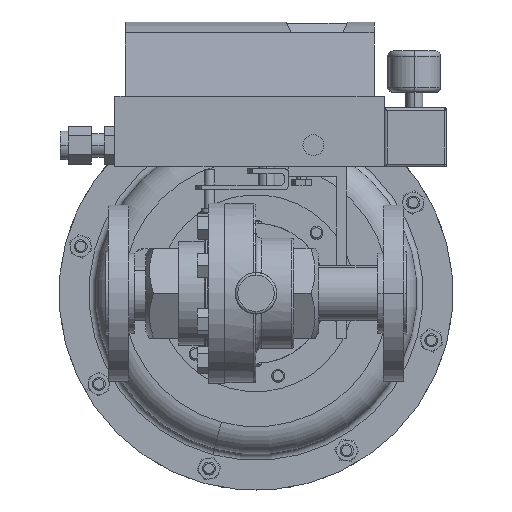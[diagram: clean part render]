
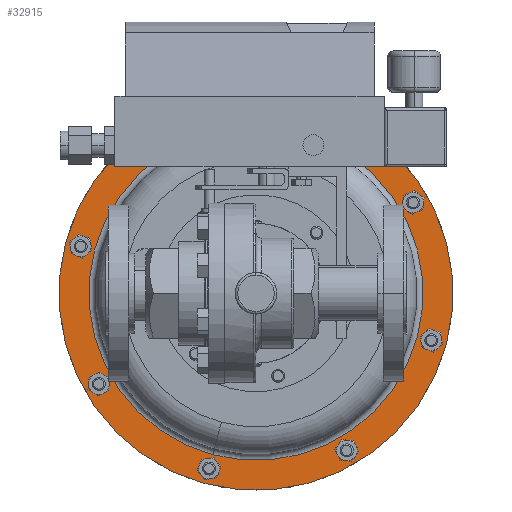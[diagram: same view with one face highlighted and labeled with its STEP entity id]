
A CAD part, front view. The second image highlights one B-rep face of the part: STEP entity #32915.
In plain terms, the highlighted planar face has unit normal (0, -1, 0).
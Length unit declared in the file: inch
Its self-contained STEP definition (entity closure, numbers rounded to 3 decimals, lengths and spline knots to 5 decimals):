
#1719 = DIRECTION ( 'NONE',  ( -0.259, 0., -0.966 ) ) ;
#1990 = AXIS2_PLACEMENT_3D ( 'NONE', #23610, #4128, #26837 ) ;
#2055 = AXIS2_PLACEMENT_3D ( 'NONE', #35478, #15875, #38644 ) ;
#2458 = DIRECTION ( 'NONE',  ( 0.259, 0., 0.966 ) ) ;
#3226 = DIRECTION ( 'NONE',  ( -0.259, 0., -0.966 ) ) ;
#3686 = ORIENTED_EDGE ( 'NONE', *, *, #29829, .T. ) ;
#4128 = DIRECTION ( 'NONE',  ( 0., 1., 0. ) ) ;
#4985 = CARTESIAN_POINT ( 'NONE',  ( 2.56941, 10.93332, 7.92366 ) ) ;
#6167 = CARTESIAN_POINT ( 'NONE',  ( 0.48385, 10.93332, 0.14023 ) ) ;
#6904 = AXIS2_PLACEMENT_3D ( 'NONE', #41950, #22721, #3226 ) ;
#7203 = EDGE_CURVE ( 'NONE', #17433, #41505, #9946, .T. ) ;
#7748 = EDGE_CURVE ( 'NONE', #41505, #17433, #30326, .T. ) ;
#8455 = FACE_OUTER_BOUND ( 'NONE', #29131, .T. ) ;
#9946 = CIRCLE ( 'NONE', #2055, 4.75 ) ;
#12984 = CIRCLE ( 'NONE', #1990, 4.029 ) ;
#15837 = ORIENTED_EDGE ( 'NONE', *, *, #7203, .F. ) ;
#15875 = DIRECTION ( 'NONE',  ( 0., 1., 0. ) ) ;
#17433 = VERTEX_POINT ( 'NONE', #27662 ) ;
#18544 = CARTESIAN_POINT ( 'NONE',  ( -3.06152, 10.93332, 5.26133 ) ) ;
#19116 = AXIS2_PLACEMENT_3D ( 'NONE', #40433, #21121, #1719 ) ;
#21121 = DIRECTION ( 'NONE',  ( 0., 1., 0. ) ) ;
#21923 = PLANE ( 'NONE',  #23386 ) ;
#22721 = DIRECTION ( 'NONE',  ( 0., 1., 0. ) ) ;
#23386 = AXIS2_PLACEMENT_3D ( 'NONE', #18544, #31455, #2458 ) ;
#23610 = CARTESIAN_POINT ( 'NONE',  ( 1.52663, 10.93332, 4.03194 ) ) ;
#25767 = FACE_BOUND ( 'NONE', #29271, .T. ) ;
#25949 = ORIENTED_EDGE ( 'NONE', *, *, #26700, .T. ) ;
#26700 = EDGE_CURVE ( 'NONE', #34101, #36335, #12984, .T. ) ;
#26837 = DIRECTION ( 'NONE',  ( -0.259, 0., -0.966 ) ) ;
#27662 = CARTESIAN_POINT ( 'NONE',  ( 2.75602, 10.93332, 8.62009 ) ) ;
#29067 = CIRCLE ( 'NONE', #19116, 4.029 ) ;
#29131 = EDGE_LOOP ( 'NONE', ( #38013, #15837 ) ) ;
#29271 = EDGE_LOOP ( 'NONE', ( #3686, #25949 ) ) ;
#29829 = EDGE_CURVE ( 'NONE', #36335, #34101, #29067, .T. ) ;
#30326 = CIRCLE ( 'NONE', #6904, 4.75 ) ;
#31455 = DIRECTION ( 'NONE',  ( 0., -1., 0. ) ) ;
#32915 = ADVANCED_FACE ( 'NONE', ( #25767, #8455 ), #21923, .T. ) ;
#34101 = VERTEX_POINT ( 'NONE', #4985 ) ;
#34820 = CARTESIAN_POINT ( 'NONE',  ( 0.29724, 10.93332, -0.55621 ) ) ;
#35478 = CARTESIAN_POINT ( 'NONE',  ( 1.52663, 10.93332, 4.03194 ) ) ;
#36335 = VERTEX_POINT ( 'NONE', #6167 ) ;
#38013 = ORIENTED_EDGE ( 'NONE', *, *, #7748, .F. ) ;
#38644 = DIRECTION ( 'NONE',  ( -0.259, 0., -0.966 ) ) ;
#40433 = CARTESIAN_POINT ( 'NONE',  ( 1.52663, 10.93332, 4.03194 ) ) ;
#41505 = VERTEX_POINT ( 'NONE', #34820 ) ;
#41950 = CARTESIAN_POINT ( 'NONE',  ( 1.52663, 10.93332, 4.03194 ) ) ;
